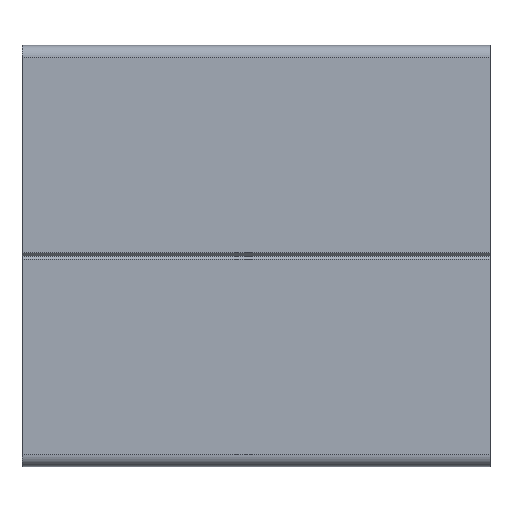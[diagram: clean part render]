
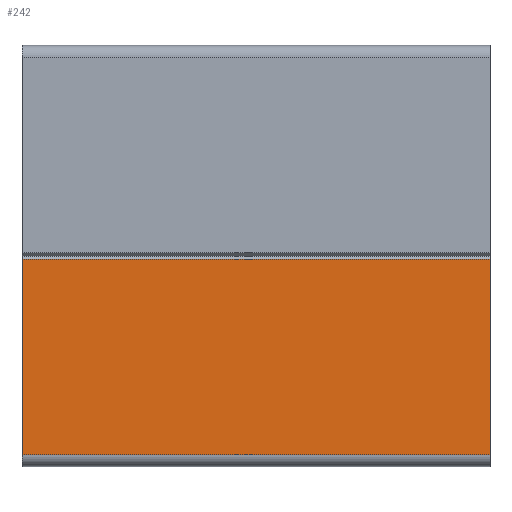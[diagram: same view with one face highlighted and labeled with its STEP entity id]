
A CAD part, front view. The second image highlights one B-rep face of the part: STEP entity #242.
In plain terms, the highlighted planar face has unit normal (0, -1, 0).
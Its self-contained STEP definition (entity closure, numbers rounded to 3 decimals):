
#86 = VECTOR ( 'NONE', #1922, 1000. ) ;
#171 = PLANE ( 'NONE',  #869 ) ;
#213 = VERTEX_POINT ( 'NONE', #2045 ) ;
#242 = ADVANCED_FACE ( 'NONE', ( #437 ), #171, .F. ) ;
#250 = DIRECTION ( 'NONE',  ( -1., 0., 0. ) ) ;
#314 = CARTESIAN_POINT ( 'NONE',  ( 59.184, 32.398, 44.313 ) ) ;
#334 = CARTESIAN_POINT ( 'NONE',  ( 59.184, 32.398, 44.313 ) ) ;
#381 = LINE ( 'NONE', #743, #490 ) ;
#437 = FACE_OUTER_BOUND ( 'NONE', #1399, .T. ) ;
#489 = DIRECTION ( 'NONE',  ( 0., 1., 0. ) ) ;
#490 = VECTOR ( 'NONE', #1950, 1000. ) ;
#500 = VECTOR ( 'NONE', #250, 1000. ) ;
#685 = VERTEX_POINT ( 'NONE', #2028 ) ;
#700 = ORIENTED_EDGE ( 'NONE', *, *, #2154, .T. ) ;
#743 = CARTESIAN_POINT ( 'NONE',  ( -40.816, 32.398, 44.313 ) ) ;
#869 = AXIS2_PLACEMENT_3D ( 'NONE', #334, #489, #1382 ) ;
#910 = EDGE_CURVE ( 'NONE', #1154, #685, #1815, .T. ) ;
#932 = ORIENTED_EDGE ( 'NONE', *, *, #910, .F. ) ;
#1047 = ORIENTED_EDGE ( 'NONE', *, *, #1409, .F. ) ;
#1107 = VERTEX_POINT ( 'NONE', #1662 ) ;
#1154 = VERTEX_POINT ( 'NONE', #1982 ) ;
#1382 = DIRECTION ( 'NONE',  ( 0., 0., 1. ) ) ;
#1399 = EDGE_LOOP ( 'NONE', ( #700, #1047, #932, #1459 ) ) ;
#1409 = EDGE_CURVE ( 'NONE', #685, #1107, #2123, .T. ) ;
#1459 = ORIENTED_EDGE ( 'NONE', *, *, #1956, .T. ) ;
#1537 = DIRECTION ( 'NONE',  ( 0., 0., -1. ) ) ;
#1583 = LINE ( 'NONE', #2111, #86 ) ;
#1617 = CARTESIAN_POINT ( 'NONE',  ( 59.184, 32.398, 2.5 ) ) ;
#1662 = CARTESIAN_POINT ( 'NONE',  ( -40.816, 32.398, 2.5 ) ) ;
#1670 = VECTOR ( 'NONE', #1537, 1000. ) ;
#1815 = LINE ( 'NONE', #314, #1670 ) ;
#1922 = DIRECTION ( 'NONE',  ( -1., 0., 0. ) ) ;
#1950 = DIRECTION ( 'NONE',  ( 0., 0., -1. ) ) ;
#1956 = EDGE_CURVE ( 'NONE', #1154, #213, #1583, .T. ) ;
#1982 = CARTESIAN_POINT ( 'NONE',  ( 59.184, 32.398, 44.313 ) ) ;
#2028 = CARTESIAN_POINT ( 'NONE',  ( 59.184, 32.398, 2.5 ) ) ;
#2045 = CARTESIAN_POINT ( 'NONE',  ( -40.816, 32.398, 44.313 ) ) ;
#2111 = CARTESIAN_POINT ( 'NONE',  ( 59.184, 32.398, 44.313 ) ) ;
#2123 = LINE ( 'NONE', #1617, #500 ) ;
#2154 = EDGE_CURVE ( 'NONE', #213, #1107, #381, .T. ) ;
